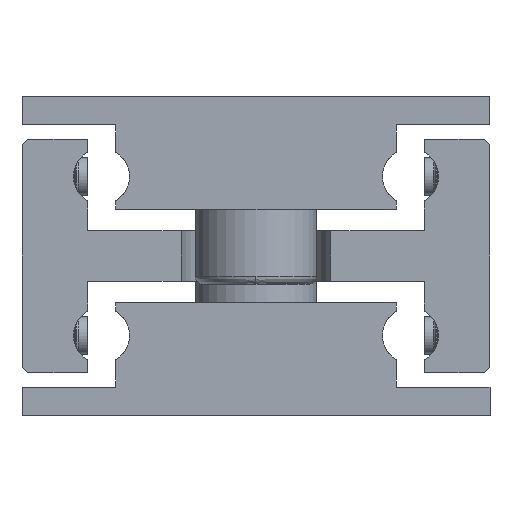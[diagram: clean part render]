
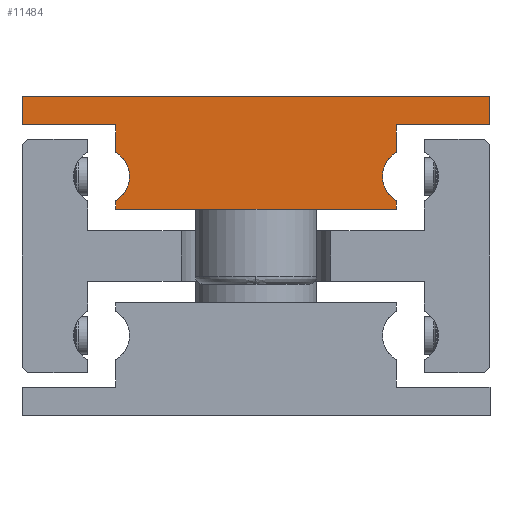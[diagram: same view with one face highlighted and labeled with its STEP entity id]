
A CAD part, front view. The second image highlights one B-rep face of the part: STEP entity #11484.
In plain terms, the highlighted planar face has unit normal (0, -1, 0).
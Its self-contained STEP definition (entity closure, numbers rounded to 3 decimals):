
#11253=CARTESIAN_POINT('',(15.0,-350.0,2.598));
#11254=VERTEX_POINT('',#11253);
#11261=CARTESIAN_POINT('',(13.5,-350.0,0.));
#11262=VERTEX_POINT('',#11261);
#11263=CARTESIAN_POINT('',(16.5,-350.0,0.0));
#11264=DIRECTION('',(0.0,1.0,0.0));
#11265=DIRECTION('',(1.0,0.0,0.0));
#11266=AXIS2_PLACEMENT_3D('',#11263,#11264,#11265);
#11267=CIRCLE('',#11266,3.0);
#11268=EDGE_CURVE('',#11262,#11254,#11267,.T.);
#11306=CARTESIAN_POINT('',(-13.5,-350.0,0.));
#11307=VERTEX_POINT('',#11306);
#11314=CARTESIAN_POINT('',(-15.0,-350.0,2.598));
#11315=VERTEX_POINT('',#11314);
#11316=CARTESIAN_POINT('',(-16.5,-350.0,0.0));
#11317=DIRECTION('',(0.0,1.0,0.0));
#11318=DIRECTION('',(1.0,0.0,0.0));
#11319=AXIS2_PLACEMENT_3D('',#11316,#11317,#11318);
#11320=CIRCLE('',#11319,3.0);
#11321=EDGE_CURVE('',#11315,#11307,#11320,.T.);
#11373=CARTESIAN_POINT('',(0.,-350.0,3.952));
#11374=DIRECTION('',(0.0,1.0,0.0));
#11375=DIRECTION('',(0.0,0.0,1.0));
#11376=AXIS2_PLACEMENT_3D('',#11373,#11374,#11375);
#11377=PLANE('',#11376);
#11378=CARTESIAN_POINT('',(15.0,-350.0,-2.598));
#11379=VERTEX_POINT('',#11378);
#11380=CARTESIAN_POINT('',(16.5,-350.0,0.0));
#11381=DIRECTION('',(0.0,1.0,0.0));
#11382=DIRECTION('',(1.0,0.0,0.0));
#11383=AXIS2_PLACEMENT_3D('',#11380,#11381,#11382);
#11384=CIRCLE('',#11383,3.0);
#11385=EDGE_CURVE('',#11379,#11262,#11384,.T.);
#11386=ORIENTED_EDGE('',*,*,#11385,.T.);
#11387=ORIENTED_EDGE('',*,*,#11268,.T.);
#11388=CARTESIAN_POINT('',(15.0,-350.0,5.5));
#11389=VERTEX_POINT('',#11388);
#11390=CARTESIAN_POINT('',(15.0,-350.0,5.5));
#11391=DIRECTION('',(0.0,0.0,-1.0));
#11392=VECTOR('',#11391,2.902);
#11393=LINE('',#11390,#11392);
#11394=EDGE_CURVE('',#11389,#11254,#11393,.T.);
#11395=ORIENTED_EDGE('',*,*,#11394,.F.);
#11396=CARTESIAN_POINT('',(25.,-350.0,5.5));
#11397=VERTEX_POINT('',#11396);
#11398=CARTESIAN_POINT('',(25.,-350.0,5.5));
#11399=DIRECTION('',(-1.0,0.0,0.0));
#11400=VECTOR('',#11399,10.);
#11401=LINE('',#11398,#11400);
#11402=EDGE_CURVE('',#11397,#11389,#11401,.T.);
#11403=ORIENTED_EDGE('',*,*,#11402,.F.);
#11404=CARTESIAN_POINT('',(25.,-350.0,8.5));
#11405=VERTEX_POINT('',#11404);
#11406=CARTESIAN_POINT('',(25.,-350.0,8.5));
#11407=DIRECTION('',(0.0,0.0,-1.0));
#11408=VECTOR('',#11407,3.);
#11409=LINE('',#11406,#11408);
#11410=EDGE_CURVE('',#11405,#11397,#11409,.T.);
#11411=ORIENTED_EDGE('',*,*,#11410,.F.);
#11412=CARTESIAN_POINT('',(-25.,-350.0,8.5));
#11413=VERTEX_POINT('',#11412);
#11414=CARTESIAN_POINT('',(-25.,-350.0,8.5));
#11415=DIRECTION('',(1.0,0.0,0.0));
#11416=VECTOR('',#11415,50.);
#11417=LINE('',#11414,#11416);
#11418=EDGE_CURVE('',#11413,#11405,#11417,.T.);
#11419=ORIENTED_EDGE('',*,*,#11418,.F.);
#11420=CARTESIAN_POINT('',(-25.,-350.0,5.5));
#11421=VERTEX_POINT('',#11420);
#11422=CARTESIAN_POINT('',(-25.,-350.0,5.5));
#11423=DIRECTION('',(0.0,0.0,1.0));
#11424=VECTOR('',#11423,3.0);
#11425=LINE('',#11422,#11424);
#11426=EDGE_CURVE('',#11421,#11413,#11425,.T.);
#11427=ORIENTED_EDGE('',*,*,#11426,.F.);
#11428=CARTESIAN_POINT('',(-15.,-350.0,5.5));
#11429=VERTEX_POINT('',#11428);
#11430=CARTESIAN_POINT('',(-15.,-350.0,5.5));
#11431=DIRECTION('',(-1.0,0.0,0.0));
#11432=VECTOR('',#11431,10.0);
#11433=LINE('',#11430,#11432);
#11434=EDGE_CURVE('',#11429,#11421,#11433,.T.);
#11435=ORIENTED_EDGE('',*,*,#11434,.F.);
#11436=CARTESIAN_POINT('',(-15.0,-350.0,2.598));
#11437=DIRECTION('',(0.0,0.0,1.0));
#11438=VECTOR('',#11437,2.902);
#11439=LINE('',#11436,#11438);
#11440=EDGE_CURVE('',#11315,#11429,#11439,.T.);
#11441=ORIENTED_EDGE('',*,*,#11440,.F.);
#11442=ORIENTED_EDGE('',*,*,#11321,.T.);
#11443=CARTESIAN_POINT('',(-15.0,-350.0,-2.598));
#11444=VERTEX_POINT('',#11443);
#11445=CARTESIAN_POINT('',(-16.5,-350.0,0.0));
#11446=DIRECTION('',(0.0,1.0,0.0));
#11447=DIRECTION('',(1.0,0.0,0.0));
#11448=AXIS2_PLACEMENT_3D('',#11445,#11446,#11447);
#11449=CIRCLE('',#11448,3.0);
#11450=EDGE_CURVE('',#11307,#11444,#11449,.T.);
#11451=ORIENTED_EDGE('',*,*,#11450,.T.);
#11452=CARTESIAN_POINT('',(-15.0,-350.0,-3.5));
#11453=VERTEX_POINT('',#11452);
#11454=CARTESIAN_POINT('',(-15.0,-350.0,-3.5));
#11455=DIRECTION('',(0.0,0.0,1.0));
#11456=VECTOR('',#11455,0.902);
#11457=LINE('',#11454,#11456);
#11458=EDGE_CURVE('',#11453,#11444,#11457,.T.);
#11459=ORIENTED_EDGE('',*,*,#11458,.F.);
#11460=CARTESIAN_POINT('',(0.,-350.0,-3.5));
#11461=VERTEX_POINT('',#11460);
#11462=CARTESIAN_POINT('',(0.,-350.0,-3.5));
#11463=DIRECTION('',(-1.0,0.0,0.0));
#11464=VECTOR('',#11463,15.0);
#11465=LINE('',#11462,#11464);
#11466=EDGE_CURVE('',#11461,#11453,#11465,.T.);
#11467=ORIENTED_EDGE('',*,*,#11466,.F.);
#11468=CARTESIAN_POINT('',(15.0,-350.0,-3.5));
#11469=VERTEX_POINT('',#11468);
#11470=CARTESIAN_POINT('',(15.0,-350.0,-3.5));
#11471=DIRECTION('',(-1.0,0.0,0.0));
#11472=VECTOR('',#11471,15.0);
#11473=LINE('',#11470,#11472);
#11474=EDGE_CURVE('',#11469,#11461,#11473,.T.);
#11475=ORIENTED_EDGE('',*,*,#11474,.F.);
#11476=CARTESIAN_POINT('',(15.0,-350.0,-2.598));
#11477=DIRECTION('',(0.0,0.0,-1.0));
#11478=VECTOR('',#11477,0.902);
#11479=LINE('',#11476,#11478);
#11480=EDGE_CURVE('',#11379,#11469,#11479,.T.);
#11481=ORIENTED_EDGE('',*,*,#11480,.F.);
#11482=EDGE_LOOP('',(#11386,#11387,#11395,#11403,#11411,#11419,#11427,#11435,#11441,#11442,#11451,#11459,#11467,#11475,#11481));
#11483=FACE_OUTER_BOUND('',#11482,.T.);
#11484=ADVANCED_FACE('',(#11483),#11377,.F.);
